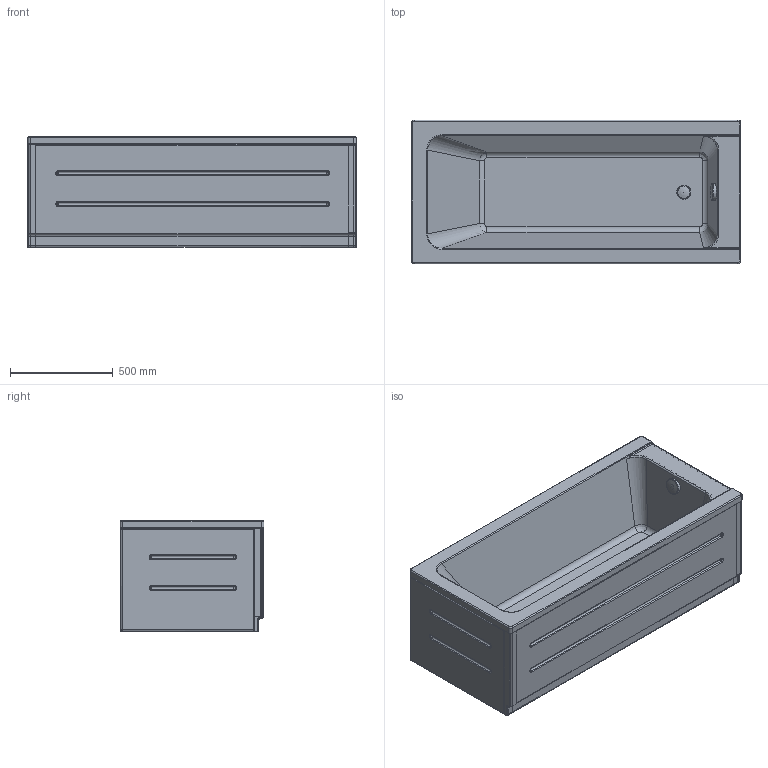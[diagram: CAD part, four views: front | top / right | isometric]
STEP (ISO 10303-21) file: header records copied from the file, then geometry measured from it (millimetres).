
FILE_DESCRIPTION((''),'2;1');
FILE_NAME('700096_1.stp','2010-12-11T19:35:15',('Andreas'),(''),'Autodesk Inventor 2009','Autodesk Inventor 2009','');
FILE_SCHEMA(('AUTOMOTIVE_DESIGN { 1 0 10303 214 1 1 1 1 }'));
Length unit declared in the file: millimetre
Products named in the file (9): 700096_1; Panel_700_Links; Panel_1600; Panel_700_Rechts; 700096; Verschluss_Ueberlauf; Kelch; Stopfen
Assembly tree (8 placements, depth 3):
  700096_1
    Panel_700_Links
    Panel_1600
    Panel_700_Rechts
    700096
      700096
      Verschluss_Ueberlauf
      Kelch
      Stopfen
Bounding box: 1600.2 x 700 x 537.4 mm (x, y, z)
Volume: 44627176 mm3; surface area: 8055720.4 mm2
Topology: 8 solids, 8 shells, 314 faces, 762 edges, 450 vertices
Faces by surface type: cylinder 113, plane 110, bspline 49, torus 28, sphere 11, cone 3
Full cylindrical faces by diameter (mm): 20 x1, 25 x1, 42 x1, 44 x1, 52 x1, 60 x1, 75 x1, 79 x1, 79.999 x1
Entity records: 15772 total; most frequent: CARTESIAN_POINT 8621, DIRECTION 1466, ORIENTED_EDGE 1398, EDGE_CURVE 699, AXIS2_PLACEMENT_3D 549, VERTEX_POINT 433, VECTOR 368, LINE 368
